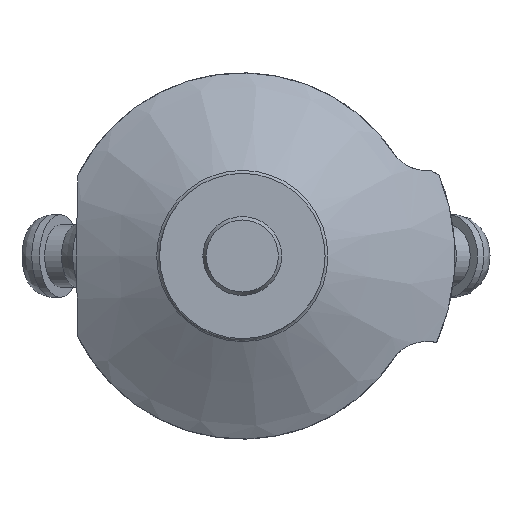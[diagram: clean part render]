
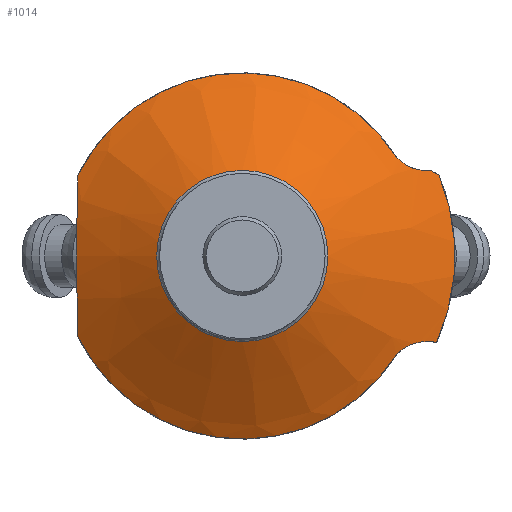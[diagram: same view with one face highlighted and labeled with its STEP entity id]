
A CAD part, front view. The second image highlights one B-rep face of the part: STEP entity #1014.
In plain terms, the highlighted conical face has half-angle 59.421 degrees and reference radius 25 mm.
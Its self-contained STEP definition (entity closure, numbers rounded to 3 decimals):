
#33=(
BOUNDED_CURVE()
B_SPLINE_CURVE(2,(#2148,#2149,#2150),.UNSPECIFIED.,.F.,.F.)
B_SPLINE_CURVE_WITH_KNOTS((3,3),(4.496,4.623),
 .UNSPECIFIED.)
CURVE()
GEOMETRIC_REPRESENTATION_ITEM()
RATIONAL_B_SPLINE_CURVE((1.015,1.008,1.))
REPRESENTATION_ITEM('')
);
#34=(
BOUNDED_CURVE()
B_SPLINE_CURVE(2,(#2165,#2166,#2167),.UNSPECIFIED.,.F.,.F.)
B_SPLINE_CURVE_WITH_KNOTS((3,3),(2.358,3.855),
 .UNSPECIFIED.)
CURVE()
GEOMETRIC_REPRESENTATION_ITEM()
RATIONAL_B_SPLINE_CURVE((1.135,1.135,1.081))
REPRESENTATION_ITEM('')
);
#35=(
BOUNDED_CURVE()
B_SPLINE_CURVE(2,(#2170,#2171,#2172),.UNSPECIFIED.,.F.,.F.)
B_SPLINE_CURVE_WITH_KNOTS((3,3),(0.861,2.358),
 .UNSPECIFIED.)
CURVE()
GEOMETRIC_REPRESENTATION_ITEM()
RATIONAL_B_SPLINE_CURVE((1.081,1.135,1.135))
REPRESENTATION_ITEM('')
);
#45=CONICAL_SURFACE('',#1124,25.,1.037);
#73=LINE('',#2168,#116);
#116=VECTOR('',#1327,25.);
#171=B_SPLINE_CURVE_WITH_KNOTS('',3,(#2152,#2153,#2154,#2155,#2156,#2157,
#2158,#2159,#2160,#2161),.UNSPECIFIED.,.F.,.F.,(4,2,2,2,4),(2.808,
2.834,3.108,3.336,3.458),
 .UNSPECIFIED.);
#172=B_SPLINE_CURVE_WITH_KNOTS('',3,(#2176,#2177,#2178,#2179,#2180,#2181,
#2182,#2183,#2184,#2185),.UNSPECIFIED.,.F.,.F.,(4,2,2,2,4),(3.673,
3.794,4.023,4.297,4.43),
 .UNSPECIFIED.);
#224=FACE_OUTER_BOUND('',#284,.T.);
#284=EDGE_LOOP('',(#753,#754,#755,#756,#757,#758,#759,#760,#761,#762,#763,
#764));
#344=CIRCLE('',#1117,14.491);
#348=CIRCLE('',#1121,14.491);
#350=CIRCLE('',#1125,31.);
#351=CIRCLE('',#1126,31.);
#352=CIRCLE('',#1127,36.);
#424=VERTEX_POINT('',#2132);
#425=VERTEX_POINT('',#2133);
#429=VERTEX_POINT('',#2146);
#430=VERTEX_POINT('',#2147);
#431=VERTEX_POINT('',#2151);
#432=VERTEX_POINT('',#2162);
#433=VERTEX_POINT('',#2164);
#434=VERTEX_POINT('',#2169);
#435=VERTEX_POINT('',#2173);
#436=VERTEX_POINT('',#2175);
#539=EDGE_CURVE('',#424,#425,#344,.T.);
#543=EDGE_CURVE('',#425,#424,#348,.T.);
#546=EDGE_CURVE('',#429,#430,#33,.T.);
#547=EDGE_CURVE('',#429,#431,#171,.T.);
#548=EDGE_CURVE('',#432,#431,#350,.T.);
#549=EDGE_CURVE('',#433,#432,#34,.T.);
#550=EDGE_CURVE('',#433,#424,#73,.T.);
#551=EDGE_CURVE('',#434,#433,#35,.T.);
#552=EDGE_CURVE('',#435,#434,#351,.T.);
#553=EDGE_CURVE('',#435,#436,#172,.T.);
#554=EDGE_CURVE('',#430,#436,#352,.T.);
#753=ORIENTED_EDGE('',*,*,#546,.F.);
#754=ORIENTED_EDGE('',*,*,#547,.T.);
#755=ORIENTED_EDGE('',*,*,#548,.F.);
#756=ORIENTED_EDGE('',*,*,#549,.F.);
#757=ORIENTED_EDGE('',*,*,#550,.T.);
#758=ORIENTED_EDGE('',*,*,#543,.F.);
#759=ORIENTED_EDGE('',*,*,#539,.F.);
#760=ORIENTED_EDGE('',*,*,#550,.F.);
#761=ORIENTED_EDGE('',*,*,#551,.F.);
#762=ORIENTED_EDGE('',*,*,#552,.F.);
#763=ORIENTED_EDGE('',*,*,#553,.T.);
#764=ORIENTED_EDGE('',*,*,#554,.F.);
#1014=ADVANCED_FACE('',(#224),#45,.T.);
#1117=AXIS2_PLACEMENT_3D('',#2134,#1308,#1309);
#1121=AXIS2_PLACEMENT_3D('',#2140,#1316,#1317);
#1124=AXIS2_PLACEMENT_3D('',#2145,#1323,#1324);
#1125=AXIS2_PLACEMENT_3D('',#2163,#1325,#1326);
#1126=AXIS2_PLACEMENT_3D('',#2174,#1328,#1329);
#1127=AXIS2_PLACEMENT_3D('',#2186,#1330,#1331);
#1308=DIRECTION('center_axis',(0.,-1.,0.));
#1309=DIRECTION('ref_axis',(-1.,0.,0.));
#1316=DIRECTION('center_axis',(0.,-1.,0.));
#1317=DIRECTION('ref_axis',(-1.,0.,0.));
#1323=DIRECTION('center_axis',(0.,1.,0.));
#1324=DIRECTION('ref_axis',(1.,0.,0.));
#1325=DIRECTION('center_axis',(0.,1.,0.));
#1326=DIRECTION('ref_axis',(0.901,0.,-0.433));
#1327=DIRECTION('',(0.861,-0.509,0.));
#1328=DIRECTION('center_axis',(0.,1.,0.));
#1329=DIRECTION('ref_axis',(-0.844,0.,0.537));
#1330=DIRECTION('center_axis',(0.,1.,0.));
#1331=DIRECTION('ref_axis',(1.,0.,0.));
#2132=CARTESIAN_POINT('',(-14.491,12.29,0.));
#2133=CARTESIAN_POINT('',(0.,12.29,14.491));
#2134=CARTESIAN_POINT('Origin',(0.,12.29,0.));
#2140=CARTESIAN_POINT('Origin',(0.,12.29,0.));
#2145=CARTESIAN_POINT('Origin',(0.,18.5,0.));
#2146=CARTESIAN_POINT('',(31.892,24.428,14.499));
#2147=CARTESIAN_POINT('',(33.272,25.,13.746));
#2148=CARTESIAN_POINT('Ctrl Pts',(31.892,24.428,14.499));
#2149=CARTESIAN_POINT('Ctrl Pts',(32.573,24.704,14.127));
#2150=CARTESIAN_POINT('Ctrl Pts',(33.272,25.,13.746));
#2151=CARTESIAN_POINT('',(26.15,22.045,16.649));
#2152=CARTESIAN_POINT('Ctrl Pts',(31.892,24.428,14.499));
#2153=CARTESIAN_POINT('Ctrl Pts',(31.812,24.384,14.491));
#2154=CARTESIAN_POINT('Ctrl Pts',(31.731,24.339,14.485));
#2155=CARTESIAN_POINT('Ctrl Pts',(30.795,23.822,14.428));
#2156=CARTESIAN_POINT('Ctrl Pts',(29.915,23.379,14.54));
#2157=CARTESIAN_POINT('Ctrl Pts',(28.443,22.728,15.007));
#2158=CARTESIAN_POINT('Ctrl Pts',(27.735,22.454,15.35));
#2159=CARTESIAN_POINT('Ctrl Pts',(26.759,22.168,16.063));
#2160=CARTESIAN_POINT('Ctrl Pts',(26.439,22.093,16.345));
#2161=CARTESIAN_POINT('Ctrl Pts',(26.15,22.045,16.649));
#2162=CARTESIAN_POINT('',(-27.871,22.045,13.572));
#2163=CARTESIAN_POINT('Origin',(0.,22.045,0.));
#2164=CARTESIAN_POINT('',(-28.025,20.288,0.));
#2165=CARTESIAN_POINT('Ctrl Pts',(-28.025,20.288,0.));
#2166=CARTESIAN_POINT('Ctrl Pts',(-28.025,20.288,6.461));
#2167=CARTESIAN_POINT('Ctrl Pts',(-27.871,22.045,13.572));
#2168=CARTESIAN_POINT('',(-25.,18.5,0.));
#2169=CARTESIAN_POINT('',(-27.871,22.045,-13.572));
#2170=CARTESIAN_POINT('Ctrl Pts',(-27.871,22.045,-13.572));
#2171=CARTESIAN_POINT('Ctrl Pts',(-28.025,20.288,-6.461));
#2172=CARTESIAN_POINT('Ctrl Pts',(-28.025,20.288,0.));
#2173=CARTESIAN_POINT('',(26.15,22.045,-16.649));
#2174=CARTESIAN_POINT('Origin',(0.,22.045,0.));
#2175=CARTESIAN_POINT('',(32.878,25.,-14.665));
#2176=CARTESIAN_POINT('Ctrl Pts',(26.15,22.045,-16.649));
#2177=CARTESIAN_POINT('Ctrl Pts',(26.439,22.093,-16.345));
#2178=CARTESIAN_POINT('Ctrl Pts',(26.759,22.168,-16.063));
#2179=CARTESIAN_POINT('Ctrl Pts',(27.735,22.454,-15.35));
#2180=CARTESIAN_POINT('Ctrl Pts',(28.443,22.728,-15.007));
#2181=CARTESIAN_POINT('Ctrl Pts',(29.915,23.379,-14.54));
#2182=CARTESIAN_POINT('Ctrl Pts',(30.795,23.822,-14.428));
#2183=CARTESIAN_POINT('Ctrl Pts',(32.069,24.525,-14.506));
#2184=CARTESIAN_POINT('Ctrl Pts',(32.482,24.763,-14.569));
#2185=CARTESIAN_POINT('Ctrl Pts',(32.878,25.,-14.665));
#2186=CARTESIAN_POINT('Origin',(0.,25.,0.));
